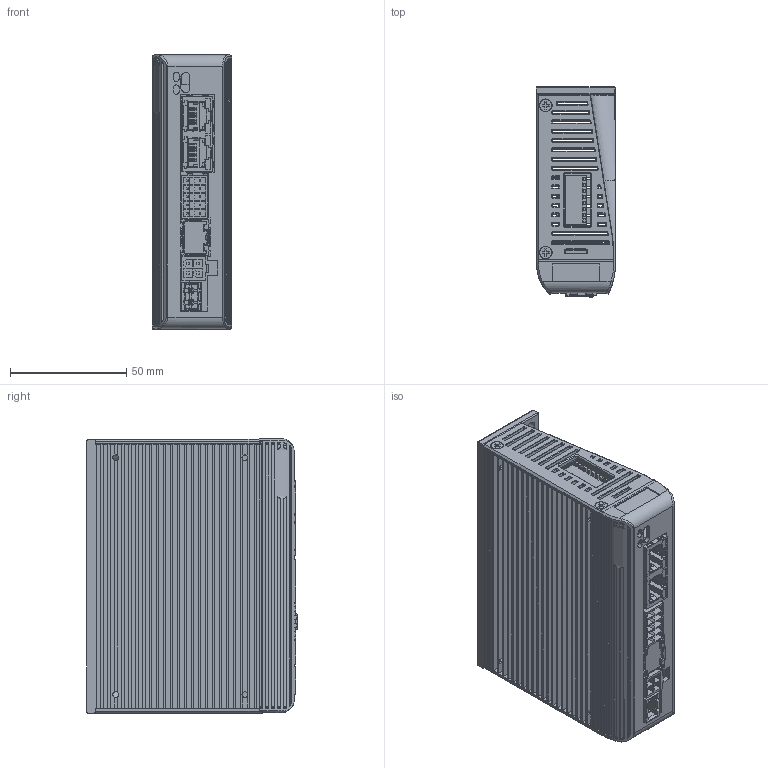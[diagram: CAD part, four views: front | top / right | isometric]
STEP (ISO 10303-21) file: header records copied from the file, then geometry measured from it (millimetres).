
FILE_DESCRIPTION(('HOOPS Exchange Step'),'2;1');
FILE_NAME('export-580A7AE9-5DF6-4779-B4B5-58EE27C4381E.stp','2022-10-28T10:00:59+02:00',('User'),('Alibre'),'HOOPS Exchange 2021.0','Alibre','Unknown authorisation');
FILE_SCHEMA( ('AP242_MANAGED_MODEL_BASED_3D_ENGINEERING_MIM_LF {1 0 10303 442 1 1 4 }') );
Length unit declared in the file: millimetre
Products named in the file (24): R_CL3C_EC507^6016 EtherCAT Closed Loop Stepper Drive CS3E-D507E 50V 7,0A (2phase); DIP_SWITCH_8PIN_VIC2^PCB__ASM_6016 EtherCAT Closed Loop Stepper Drive CS3E-D507E 50V 7,0A (2phase); 559591230^PCB__ASM_6016 EtherCAT Closed Loop Stepper Drive CS3E-D507E 50V 7,0A (2phase); C-1932389-1-3-3D_^PCB__ASM_6016 EtherCAT Closed Loop Stepper Drive CS3E-D507E 50V 7,0A (2phase); Imported1; Imported2; Imported3; Imported4; Imported5; Imported6; Imported7; Imported8; Imported9; Imported10; Imported11; 15EDGRHB_THR_3_5_10_^PCB__ASM_6016 EtherCAT Closed Loop Stepper Drive CS3E-D507E 50V 7,0A (2phase); 00_STYLE_04PIN_^PCB__ASM_6016 EtherCAT Closed Loop Stepper Drive CS3E-D507E 50V 7,0A (2phase); PCB__ASM^6016 EtherCAT Closed Loop Stepper Drive CS3E-D507E 50V 7,0A (2phase); F_DM3C_EC507^6016 EtherCAT Closed Loop Stepper Drive CS3E-D507E 50V 7,0A (2phase); DB_^6016 EtherCAT Closed Loop Stepper Drive CS3E-D507E 50V 7,0A (2phase); CONNECTOR_5MMCLOSED2PIN_MALE^6016 EtherCAT Closed Loop Stepper Drive CS3E-D507E 50V 7,0A (2phase); SCREWS_^SCREW__ASM_6016 EtherCAT Closed Loop Stepper Drive CS3E-D507E 50V 7,0A (2phase); SCREW__ASM^6016 EtherCAT Closed Loop Stepper Drive CS3E-D507E 50V 7,0A (2phase); 6015 EtherCAT Closed Loop Stepper Drive CS3E-D503E 50V 2,5A (2phase)
Assembly tree (26 placements, depth 4):
  6015 EtherCAT Closed Loop Stepper Drive CS3E-D503E 50V 2,5A (2phase)
    R_CL3C_EC507^6016 EtherCAT Closed Loop Stepper Drive CS3E-D507E 50V 7,0A (2phase)
    PCB__ASM^6016 EtherCAT Closed Loop Stepper Drive CS3E-D507E 50V 7,0A (2phase)
      DIP_SWITCH_8PIN_VIC2^PCB__ASM_6016 EtherCAT Closed Loop Stepper Drive CS3E-D507E 50V 7,0A (2phase)
      559591230^PCB__ASM_6016 EtherCAT Closed Loop Stepper Drive CS3E-D507E 50V 7,0A (2phase)
      C-1932389-1-3-3D_^PCB__ASM_6016 EtherCAT Closed Loop Stepper Drive CS3E-D507E 50V 7,0A (2phase)
      15EDGRHB_THR_3_5_10_^PCB__ASM_6016 EtherCAT Closed Loop Stepper Drive CS3E-D507E 50V 7,0A (2phase)
        Imported1
        Imported2
        Imported3
        Imported4
        Imported5
        Imported6
        Imported7
        Imported8
        Imported9
        Imported10
        Imported11
      00_STYLE_04PIN_^PCB__ASM_6016 EtherCAT Closed Loop Stepper Drive CS3E-D507E 50V 7,0A (2phase)
    F_DM3C_EC507^6016 EtherCAT Closed Loop Stepper Drive CS3E-D507E 50V 7,0A (2phase)
    DB_^6016 EtherCAT Closed Loop Stepper Drive CS3E-D507E 50V 7,0A (2phase)
    CONNECTOR_5MMCLOSED2PIN_MALE^6016 EtherCAT Closed Loop Stepper Drive CS3E-D507E 50V 7,0A (2phase)
    SCREW__ASM^6016 EtherCAT Closed Loop Stepper Drive CS3E-D507E 50V 7,0A (2phase)
      SCREWS_^SCREW__ASM_6016 EtherCAT Closed Loop Stepper Drive CS3E-D507E 50V 7,0A (2phase)  x4
Bounding box: 34.06 x 90.47 x 118.23 mm (x, y, z)
Volume: 96293.2 mm3; surface area: 6228415.9 mm2
Topology: 23 solids, 23 shells, 3583 faces, 9529 edges, 6118 vertices
Faces by surface type: plane 2519, cylinder 628, bspline 275, extrusion 116, cone 33, sphere 8, torus 4
Entity records: 228137 total; most frequent: CARTESIAN_POINT 142555, ORIENTED_EDGE 18628, DIRECTION 15398, EDGE_CURVE 9314, VECTOR 7364, LINE 7248, VERTEX_POINT 5998, AXIS2_PLACEMENT_3D 4017
